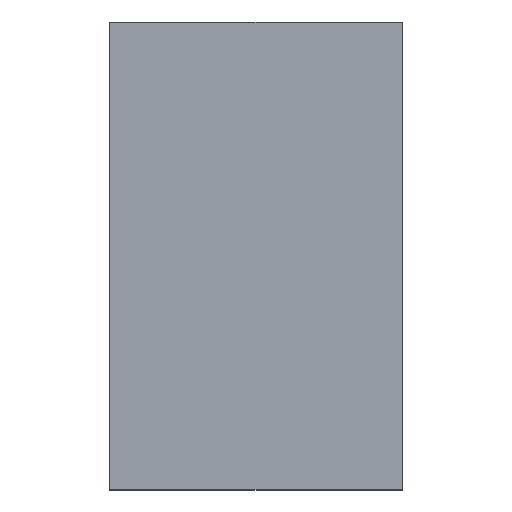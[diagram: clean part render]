
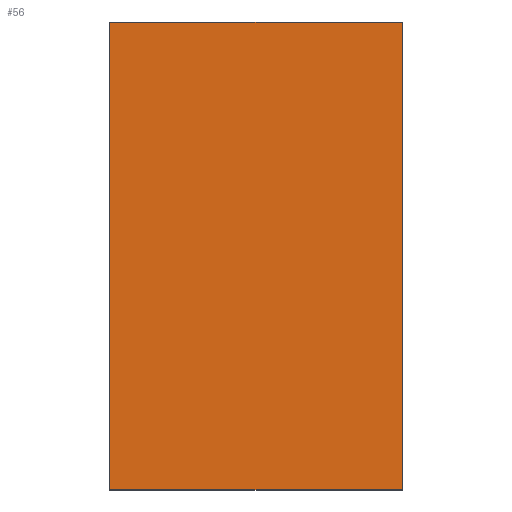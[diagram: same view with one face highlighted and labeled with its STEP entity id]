
A CAD part, top view. The second image highlights one B-rep face of the part: STEP entity #56.
In plain terms, the highlighted planar face has unit normal (0, 0, 1).
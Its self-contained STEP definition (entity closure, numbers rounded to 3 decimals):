
#13 = ORIENTED_EDGE ( 'NONE', *, *, #298, .F. ) ;
#15 = CARTESIAN_POINT ( 'NONE',  ( 0., -1., 0.3 ) ) ;
#22 = DIRECTION ( 'NONE',  ( 1., 0., 0. ) ) ;
#26 = CARTESIAN_POINT ( 'NONE',  ( 0., 0., 0.3 ) ) ;
#31 = VECTOR ( 'NONE', #320, 1000. ) ;
#36 = LINE ( 'NONE', #324, #198 ) ;
#45 = VECTOR ( 'NONE', #103, 1000. ) ;
#50 = FACE_OUTER_BOUND ( 'NONE', #85, .T. ) ;
#56 = ADVANCED_FACE ( 'NONE', ( #50 ), #224, .T. ) ;
#82 = DIRECTION ( 'NONE',  ( 0., 0., 1. ) ) ;
#85 = EDGE_LOOP ( 'NONE', ( #242, #319, #157, #13 ) ) ;
#103 = DIRECTION ( 'NONE',  ( -1., 0., 0. ) ) ;
#107 = VERTEX_POINT ( 'NONE', #367 ) ;
#112 = VECTOR ( 'NONE', #127, 1000. ) ;
#123 = VERTEX_POINT ( 'NONE', #219 ) ;
#127 = DIRECTION ( 'NONE',  ( 0., -1., 0. ) ) ;
#137 = CARTESIAN_POINT ( 'NONE',  ( -0.625, -1., 0.3 ) ) ;
#139 = AXIS2_PLACEMENT_3D ( 'NONE', #26, #82, #22 ) ;
#157 = ORIENTED_EDGE ( 'NONE', *, *, #211, .F. ) ;
#183 = CARTESIAN_POINT ( 'NONE',  ( -0.625, 1., 0.3 ) ) ;
#198 = VECTOR ( 'NONE', #233, 1000. ) ;
#207 = VERTEX_POINT ( 'NONE', #183 ) ;
#211 = EDGE_CURVE ( 'NONE', #207, #123, #36, .T. ) ;
#219 = CARTESIAN_POINT ( 'NONE',  ( 0.625, 1., 0.3 ) ) ;
#222 = EDGE_CURVE ( 'NONE', #123, #107, #294, .T. ) ;
#224 = PLANE ( 'NONE',  #139 ) ;
#233 = DIRECTION ( 'NONE',  ( 1., 0., 0. ) ) ;
#237 = LINE ( 'NONE', #15, #45 ) ;
#242 = ORIENTED_EDGE ( 'NONE', *, *, #293, .F. ) ;
#272 = CARTESIAN_POINT ( 'NONE',  ( -0.625, 0., 0.3 ) ) ;
#293 = EDGE_CURVE ( 'NONE', #107, #301, #237, .T. ) ;
#294 = LINE ( 'NONE', #354, #112 ) ;
#298 = EDGE_CURVE ( 'NONE', #301, #207, #352, .T. ) ;
#301 = VERTEX_POINT ( 'NONE', #137 ) ;
#319 = ORIENTED_EDGE ( 'NONE', *, *, #222, .F. ) ;
#320 = DIRECTION ( 'NONE',  ( 0., 1., 0. ) ) ;
#324 = CARTESIAN_POINT ( 'NONE',  ( 0., 1., 0.3 ) ) ;
#352 = LINE ( 'NONE', #272, #31 ) ;
#354 = CARTESIAN_POINT ( 'NONE',  ( 0.625, 0., 0.3 ) ) ;
#367 = CARTESIAN_POINT ( 'NONE',  ( 0.625, -1., 0.3 ) ) ;
